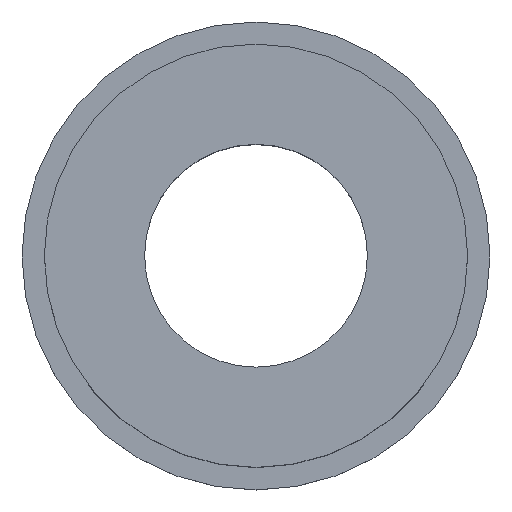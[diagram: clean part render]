
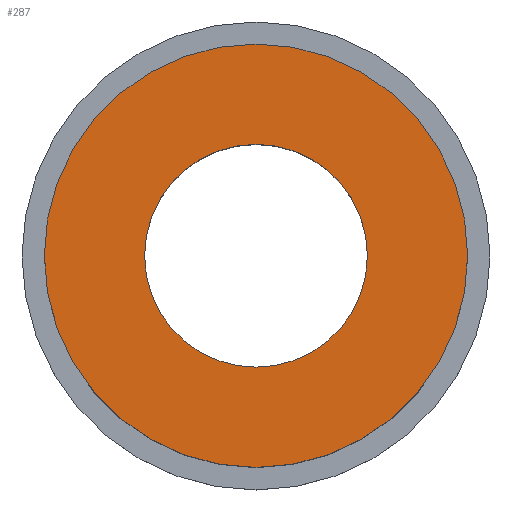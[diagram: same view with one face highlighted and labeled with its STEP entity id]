
A CAD part, top view. The second image highlights one B-rep face of the part: STEP entity #287.
In plain terms, the highlighted planar face has unit normal (0, 0, 1).
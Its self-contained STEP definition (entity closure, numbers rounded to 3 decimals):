
#7 = ORIENTED_EDGE ( 'NONE', *, *, #16, .F. ) ;
#16 = EDGE_CURVE ( 'NONE', #181, #136, #30, .T. ) ;
#21 = DIRECTION ( 'NONE',  ( 0., 0., 1. ) ) ;
#23 = CARTESIAN_POINT ( 'NONE',  ( 0., 0., 7. ) ) ;
#30 = CIRCLE ( 'NONE', #75, 5. ) ;
#52 = CARTESIAN_POINT ( 'NONE',  ( 0., 0., 7. ) ) ;
#69 = DIRECTION ( 'NONE',  ( 0., 0., 1. ) ) ;
#75 = AXIS2_PLACEMENT_3D ( 'NONE', #167, #21, #221 ) ;
#79 = FACE_BOUND ( 'NONE', #288, .T. ) ;
#80 = PLANE ( 'NONE',  #293 ) ;
#81 = AXIS2_PLACEMENT_3D ( 'NONE', #23, #251, #130 ) ;
#83 = AXIS2_PLACEMENT_3D ( 'NONE', #168, #69, #98 ) ;
#91 = EDGE_CURVE ( 'NONE', #301, #295, #303, .T. ) ;
#95 = EDGE_LOOP ( 'NONE', ( #241, #212 ) ) ;
#98 = DIRECTION ( 'NONE',  ( 1., 0., 0. ) ) ;
#106 = DIRECTION ( 'NONE',  ( 1., 0., 0. ) ) ;
#107 = CARTESIAN_POINT ( 'NONE',  ( -9.5, 0., 7. ) ) ;
#130 = DIRECTION ( 'NONE',  ( 1., 0., 0. ) ) ;
#131 = CARTESIAN_POINT ( 'NONE',  ( 5., 0., 7. ) ) ;
#132 = CIRCLE ( 'NONE', #146, 9.5 ) ;
#136 = VERTEX_POINT ( 'NONE', #191 ) ;
#146 = AXIS2_PLACEMENT_3D ( 'NONE', #247, #152, #106 ) ;
#152 = DIRECTION ( 'NONE',  ( 0., 0., 1. ) ) ;
#155 = EDGE_CURVE ( 'NONE', #136, #181, #195, .T. ) ;
#167 = CARTESIAN_POINT ( 'NONE',  ( 0., 0., 7. ) ) ;
#168 = CARTESIAN_POINT ( 'NONE',  ( 0., 0., 7. ) ) ;
#181 = VERTEX_POINT ( 'NONE', #131 ) ;
#191 = CARTESIAN_POINT ( 'NONE',  ( -5., 0., 7. ) ) ;
#195 = CIRCLE ( 'NONE', #81, 5. ) ;
#203 = DIRECTION ( 'NONE',  ( 0., 0., 1. ) ) ;
#212 = ORIENTED_EDGE ( 'NONE', *, *, #91, .T. ) ;
#216 = EDGE_CURVE ( 'NONE', #295, #301, #132, .T. ) ;
#221 = DIRECTION ( 'NONE',  ( 1., 0., 0. ) ) ;
#226 = CARTESIAN_POINT ( 'NONE',  ( 9.5, 0., 7. ) ) ;
#241 = ORIENTED_EDGE ( 'NONE', *, *, #216, .T. ) ;
#247 = CARTESIAN_POINT ( 'NONE',  ( 0., 0., 7. ) ) ;
#251 = DIRECTION ( 'NONE',  ( 0., 0., 1. ) ) ;
#264 = ORIENTED_EDGE ( 'NONE', *, *, #155, .F. ) ;
#287 = ADVANCED_FACE ( 'NONE', ( #329, #79 ), #80, .T. ) ;
#288 = EDGE_LOOP ( 'NONE', ( #264, #7 ) ) ;
#293 = AXIS2_PLACEMENT_3D ( 'NONE', #52, #203, #308 ) ;
#295 = VERTEX_POINT ( 'NONE', #107 ) ;
#301 = VERTEX_POINT ( 'NONE', #226 ) ;
#303 = CIRCLE ( 'NONE', #83, 9.5 ) ;
#308 = DIRECTION ( 'NONE',  ( 1., 0., 0. ) ) ;
#329 = FACE_OUTER_BOUND ( 'NONE', #95, .T. ) ;
